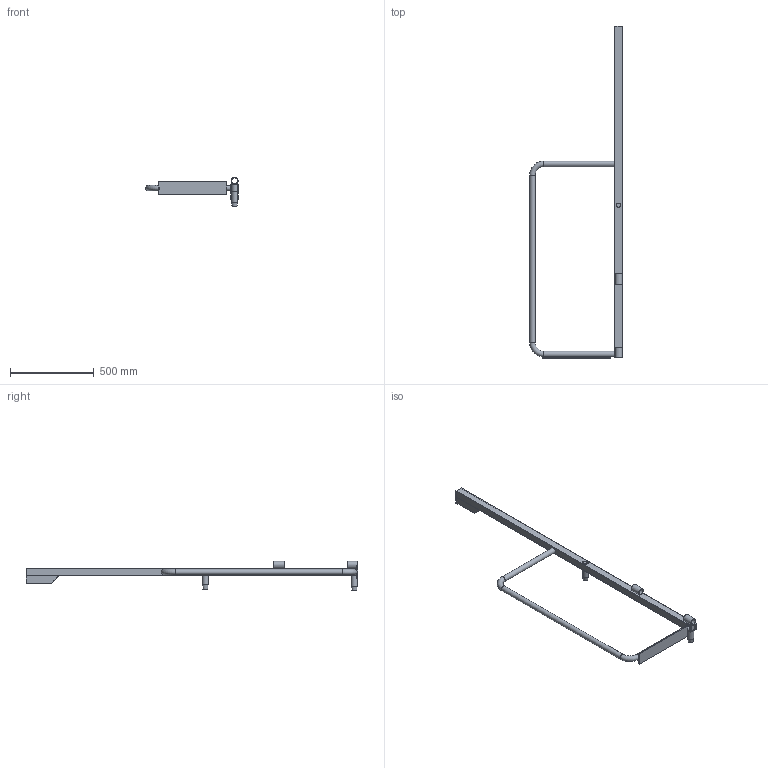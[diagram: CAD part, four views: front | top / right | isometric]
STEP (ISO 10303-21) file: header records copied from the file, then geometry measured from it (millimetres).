
FILE_DESCRIPTION(/* description */ (''),/* implementation_level */ '2;1');
FILE_NAME(/* name */ 'FE-00002_Left.iam.stp',/* time_stamp */ '2018-01-01T11:22:00-08:00',/* author */ ('PhillipD'),/* organization */ (''),/* preprocessor_version */ 'ST-DEVELOPER v16.13',/* originating_system */ 'Autodesk Inventor 2018',/* authorisation */ '');
FILE_SCHEMA (('AUTOMOTIVE_DESIGN { 1 0 10303 214 3 1 1 }'));
Length unit declared in the file: inch
Products named in the file (8): FE-00002_Left; FE-00002-01_Left; FE-00002-02_Left; FE-00002-03_Left; FE-00002-04_Left; FE-00002-05_Left; FE-00002-06_Left; FE-00002-07_Left
Assembly tree (8 placements, depth 2):
  FE-00002_Left
    FE-00002-01_Left
    FE-00002-02_Left
    FE-00002-03_Left
    FE-00002-04_Left
    FE-00002-05_Left
    FE-00002-06_Left
    FE-00002-07_Left  x2
Bounding box: 552.45 x 1981.2 x 175.51 mm (x, y, z)
Volume: 2277623.4 mm3; surface area: 1230705 mm2
Topology: 8 solids, 8 shells, 58 faces, 120 edges, 78 vertices
Faces by surface type: plane 36, cylinder 16, torus 4, cone 2
Full cylindrical faces by diameter (mm): 25.4 x2, 26.67 x3, 33.401 x3, 35.052 x2, 36.512 x4, 42.164 x2
Entity records: 1688 total; most frequent: DIRECTION 260, CARTESIAN_POINT 230, ORIENTED_EDGE 180, AXIS2_PLACEMENT_3D 100, EDGE_LOOP 90, EDGE_CURVE 90, VERTEX_POINT 70, LINE 60
